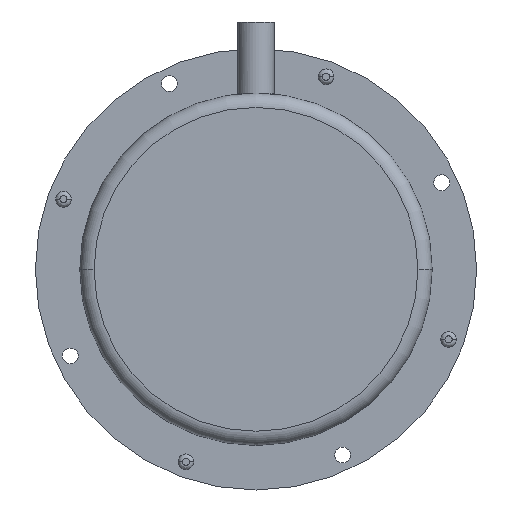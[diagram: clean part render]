
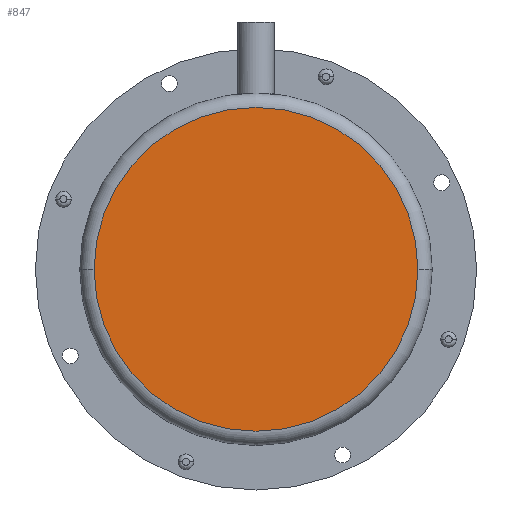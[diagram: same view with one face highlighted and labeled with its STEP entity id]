
A CAD part, front view. The second image highlights one B-rep face of the part: STEP entity #847.
In plain terms, the highlighted planar face has unit normal (0, -1, 0).
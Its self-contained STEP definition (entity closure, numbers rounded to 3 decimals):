
#2=CARTESIAN_POINT('',(0.,0.,0.));
#3=DIRECTION('',(0.,-1.,0.));
#4=DIRECTION('',(-1.,0.,0.));
#5=AXIS2_PLACEMENT_3D('',#2,#3,#4);
#7=CARTESIAN_POINT('',(0.,0.,0.));
#8=DIRECTION('',(0.,-1.,0.));
#9=DIRECTION('',(1.,0.,0.));
#10=AXIS2_PLACEMENT_3D('',#7,#8,#9);
#725=CARTESIAN_POINT('',(-56.5,0.,0.));
#726=CARTESIAN_POINT('',(56.5,0.,0.));
#727=VERTEX_POINT('',#725);
#728=VERTEX_POINT('',#726);
#836=CARTESIAN_POINT('',(0.,0.,0.));
#837=DIRECTION('',(0.,1.,0.));
#838=DIRECTION('',(1.,0.,0.));
#839=AXIS2_PLACEMENT_3D('',#836,#837,#838);
#840=PLANE('',#839);
#842=ORIENTED_EDGE('',*,*,#841,.F.);
#844=ORIENTED_EDGE('',*,*,#843,.F.);
#845=EDGE_LOOP('',(#842,#844));
#846=FACE_OUTER_BOUND('',#845,.F.);
#847=ADVANCED_FACE('',(#846),#840,.F.);
#6=CIRCLE('',#5,56.5);
#11=CIRCLE('',#10,56.5);
#841=EDGE_CURVE('',#727,#728,#6,.T.);
#843=EDGE_CURVE('',#728,#727,#11,.T.);
